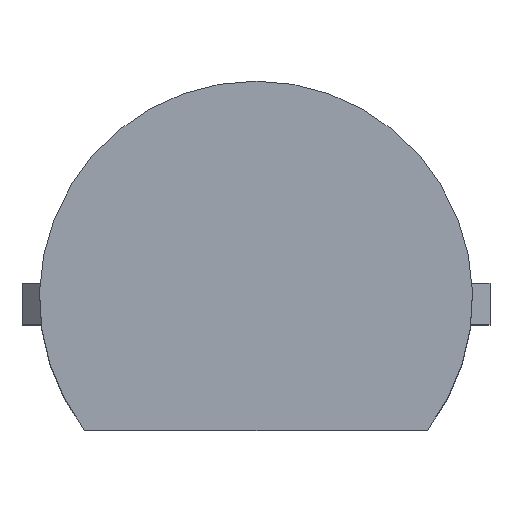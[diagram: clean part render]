
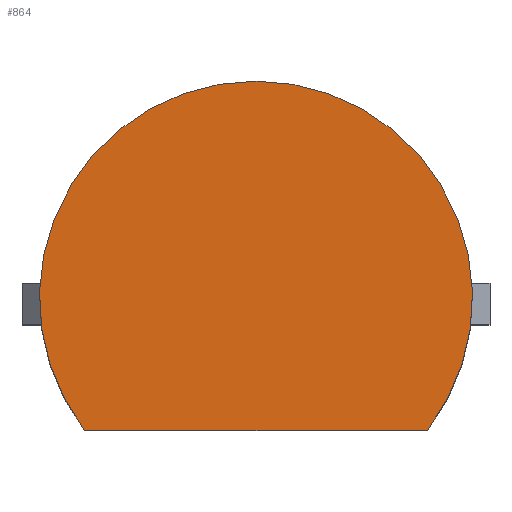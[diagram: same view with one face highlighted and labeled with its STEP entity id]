
A CAD part, top view. The second image highlights one B-rep face of the part: STEP entity #864.
In plain terms, the highlighted planar face has unit normal (0, 0, 1).
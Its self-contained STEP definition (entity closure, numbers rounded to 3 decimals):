
#796=CARTESIAN_POINT('',(2.059,-1.53,9.33));
#797=VERTEX_POINT('',#796);
#798=CARTESIAN_POINT('',(-2.059,-1.53,9.33));
#799=VERTEX_POINT('',#798);
#800=CARTESIAN_POINT('',(2.059,-1.53,9.33));
#801=DIRECTION('',(-1.0,0.0,0.0));
#802=VECTOR('',#801,4.117);
#803=LINE('',#800,#802);
#804=EDGE_CURVE('',#797,#799,#803,.T.);
#836=CARTESIAN_POINT('',(0.,0.059,9.33));
#837=DIRECTION('',(0.0,0.0,-1.0));
#838=DIRECTION('',(0.0,1.0,0.0));
#839=AXIS2_PLACEMENT_3D('',#836,#837,#838);
#840=CIRCLE('',#839,2.601);
#841=EDGE_CURVE('',#799,#797,#840,.T.);
#855=CARTESIAN_POINT('',(0.,0.146,9.33));
#856=DIRECTION('',(0.0,0.0,1.0));
#857=DIRECTION('',(0.0,1.0,0.0));
#858=AXIS2_PLACEMENT_3D('',#855,#856,#857);
#859=PLANE('',#858);
#860=ORIENTED_EDGE('',*,*,#804,.F.);
#861=ORIENTED_EDGE('',*,*,#841,.F.);
#862=EDGE_LOOP('',(#860,#861));
#863=FACE_OUTER_BOUND('',#862,.T.);
#864=ADVANCED_FACE('',(#863),#859,.T.);
